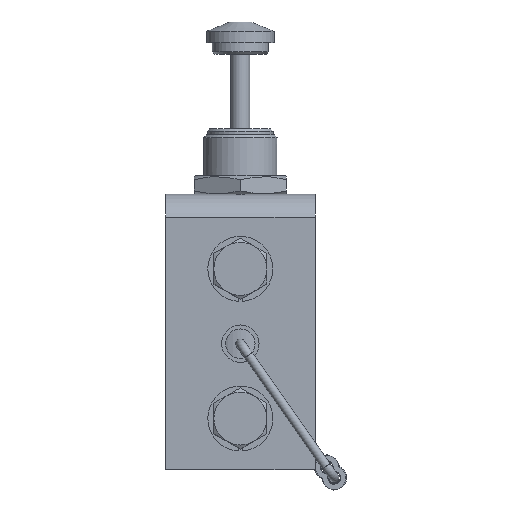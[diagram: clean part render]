
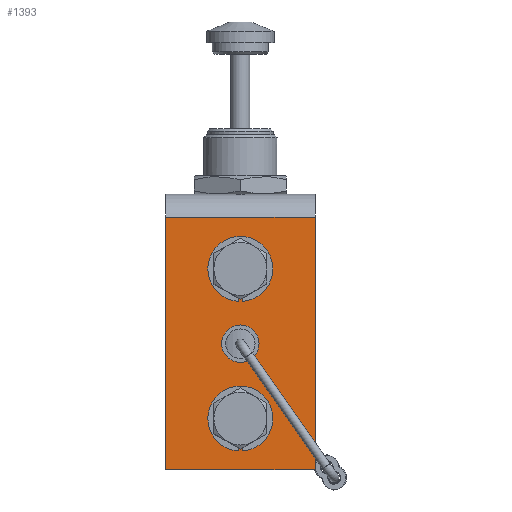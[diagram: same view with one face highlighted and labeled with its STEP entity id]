
A CAD part, front view. The second image highlights one B-rep face of the part: STEP entity #1393.
In plain terms, the highlighted planar face has unit normal (0, -1, 0).
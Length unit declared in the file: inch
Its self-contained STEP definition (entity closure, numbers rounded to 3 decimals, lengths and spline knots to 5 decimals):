
#1160=CARTESIAN_POINT('',(-1.25,0.0,-2.6875));
#1161=VERTEX_POINT('',#1160);
#1162=CARTESIAN_POINT('',(-1.,0.0,-2.6875));
#1163=DIRECTION('',(0.0,1.0,0.0));
#1164=DIRECTION('',(1.0,0.0,0.0));
#1165=AXIS2_PLACEMENT_3D('',#1162,#1163,#1164);
#1166=CIRCLE('',#1165,0.25);
#1167=EDGE_CURVE('',#1161,#1161,#1166,.T.);
#1188=CARTESIAN_POINT('',(-1.25,0.0,-1.6875));
#1189=VERTEX_POINT('',#1188);
#1190=CARTESIAN_POINT('',(-1.,0.0,-1.6875));
#1191=DIRECTION('',(0.0,1.0,0.0));
#1192=DIRECTION('',(1.0,0.0,0.0));
#1193=AXIS2_PLACEMENT_3D('',#1190,#1191,#1192);
#1194=CIRCLE('',#1193,0.25);
#1195=EDGE_CURVE('',#1189,#1189,#1194,.T.);
#1216=CARTESIAN_POINT('',(-1.25,0.0,-0.6875));
#1217=VERTEX_POINT('',#1216);
#1218=CARTESIAN_POINT('',(-1.,0.0,-0.6875));
#1219=DIRECTION('',(0.0,1.0,0.0));
#1220=DIRECTION('',(1.0,0.0,0.0));
#1221=AXIS2_PLACEMENT_3D('',#1218,#1219,#1220);
#1222=CIRCLE('',#1221,0.25);
#1223=EDGE_CURVE('',#1217,#1217,#1222,.T.);
#1243=CARTESIAN_POINT('',(-2.,0.0,-3.375));
#1244=VERTEX_POINT('',#1243);
#1251=CARTESIAN_POINT('',(-2.0,0.0,0.0));
#1252=VERTEX_POINT('',#1251);
#1253=CARTESIAN_POINT('',(-2.0,0.0,0.0));
#1254=DIRECTION('',(0.0,0.0,-1.0));
#1255=VECTOR('',#1254,3.375);
#1256=LINE('',#1253,#1255);
#1257=EDGE_CURVE('',#1252,#1244,#1256,.T.);
#1281=CARTESIAN_POINT('',(0.,0.0,-3.375));
#1282=VERTEX_POINT('',#1281);
#1289=CARTESIAN_POINT('',(-2.,0.0,-3.375));
#1290=DIRECTION('',(1.0,0.0,0.0));
#1291=VECTOR('',#1290,2.);
#1292=LINE('',#1289,#1291);
#1293=EDGE_CURVE('',#1244,#1282,#1292,.T.);
#1312=CARTESIAN_POINT('',(0.0,0.0,0.0));
#1313=VERTEX_POINT('',#1312);
#1320=CARTESIAN_POINT('',(0.,0.0,-3.375));
#1321=DIRECTION('',(0.0,0.0,1.0));
#1322=VECTOR('',#1321,3.375);
#1323=LINE('',#1320,#1322);
#1324=EDGE_CURVE('',#1282,#1313,#1323,.T.);
#1342=CARTESIAN_POINT('',(0.0,0.0,0.0));
#1343=DIRECTION('',(-1.0,0.0,0.0));
#1344=VECTOR('',#1343,2.0);
#1345=LINE('',#1342,#1344);
#1346=EDGE_CURVE('',#1313,#1252,#1345,.T.);
#1373=CARTESIAN_POINT('',(-1.,0.0,-1.6875));
#1374=DIRECTION('',(0.0,1.0,0.0));
#1375=DIRECTION('',(0.0,0.0,1.0));
#1376=AXIS2_PLACEMENT_3D('',#1373,#1374,#1375);
#1377=PLANE('',#1376);
#1378=ORIENTED_EDGE('',*,*,#1346,.T.);
#1379=ORIENTED_EDGE('',*,*,#1257,.T.);
#1380=ORIENTED_EDGE('',*,*,#1293,.T.);
#1381=ORIENTED_EDGE('',*,*,#1324,.T.);
#1382=EDGE_LOOP('',(#1378,#1379,#1380,#1381));
#1383=FACE_OUTER_BOUND('',#1382,.T.);
#1384=ORIENTED_EDGE('',*,*,#1167,.T.);
#1385=EDGE_LOOP('',(#1384));
#1386=FACE_BOUND('',#1385,.T.);
#1387=ORIENTED_EDGE('',*,*,#1195,.T.);
#1388=EDGE_LOOP('',(#1387));
#1389=FACE_BOUND('',#1388,.T.);
#1390=ORIENTED_EDGE('',*,*,#1223,.T.);
#1391=EDGE_LOOP('',(#1390));
#1392=FACE_BOUND('',#1391,.T.);
#1393=ADVANCED_FACE('',(#1383,#1386,#1389,#1392),#1377,.F.);
